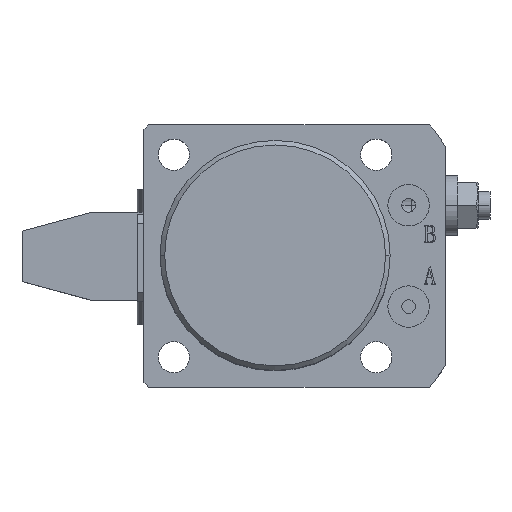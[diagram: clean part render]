
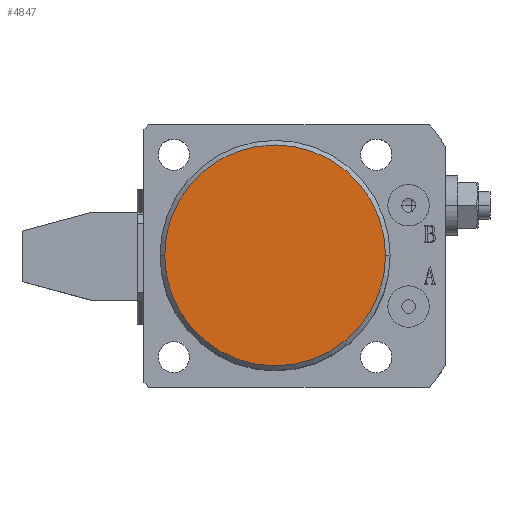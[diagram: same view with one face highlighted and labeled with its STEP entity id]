
A CAD part, top view. The second image highlights one B-rep face of the part: STEP entity #4847.
In plain terms, the highlighted planar face has unit normal (0, 0, 1).
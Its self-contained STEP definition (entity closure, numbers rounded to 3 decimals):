
#51 = ORIENTED_EDGE ( 'NONE', *, *, #6033, .T. ) ;
#52 = ORIENTED_EDGE ( 'NONE', *, *, #5818, .T. ) ;
#238 = VERTEX_POINT ( 'NONE', #8398 ) ;
#342 = VERTEX_POINT ( 'NONE', #8476 ) ;
#1813 = EDGE_LOOP ( 'NONE', ( #52, #51 ) ) ;
#3148 = CARTESIAN_POINT ( 'NONE',  ( 0., 0., 85. ) ) ;
#3149 = DIRECTION ( 'NONE',  ( 0., 0., 1. ) ) ;
#3150 = DIRECTION ( 'NONE',  ( 1., 0., 0. ) ) ;
#4847 = ADVANCED_FACE ( 'NONE', ( #9423 ), #7786, .T. ) ;
#5089 = CIRCLE ( 'NONE', #6921, 24. ) ;
#5818 = EDGE_CURVE ( 'NONE', #238, #342, #9620, .T. ) ;
#6033 = EDGE_CURVE ( 'NONE', #342, #238, #5089, .T. ) ;
#6534 = AXIS2_PLACEMENT_3D ( 'NONE', #7767, #7784, #7782 ) ;
#6748 = AXIS2_PLACEMENT_3D ( 'NONE', #7289, #7288, #7286 ) ;
#6921 = AXIS2_PLACEMENT_3D ( 'NONE', #3148, #3149, #3150 ) ;
#7286 = DIRECTION ( 'NONE',  ( 1., 0., 0. ) ) ;
#7288 = DIRECTION ( 'NONE',  ( 0., 0., 1. ) ) ;
#7289 = CARTESIAN_POINT ( 'NONE',  ( 0., 0., 85. ) ) ;
#7767 = CARTESIAN_POINT ( 'NONE',  ( 0., 0., 85. ) ) ;
#7782 = DIRECTION ( 'NONE',  ( 1., 0., 0. ) ) ;
#7784 = DIRECTION ( 'NONE',  ( 0., 0., 1. ) ) ;
#7786 = PLANE ( 'NONE',  #6534 ) ;
#8398 = CARTESIAN_POINT ( 'NONE',  ( -24., 0., 85. ) ) ;
#8476 = CARTESIAN_POINT ( 'NONE',  ( 24., 0., 85. ) ) ;
#9423 = FACE_OUTER_BOUND ( 'NONE', #1813, .T. ) ;
#9620 = CIRCLE ( 'NONE', #6748, 24. ) ;
